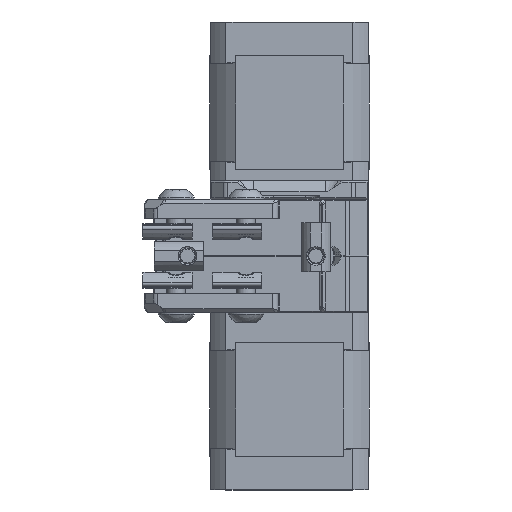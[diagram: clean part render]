
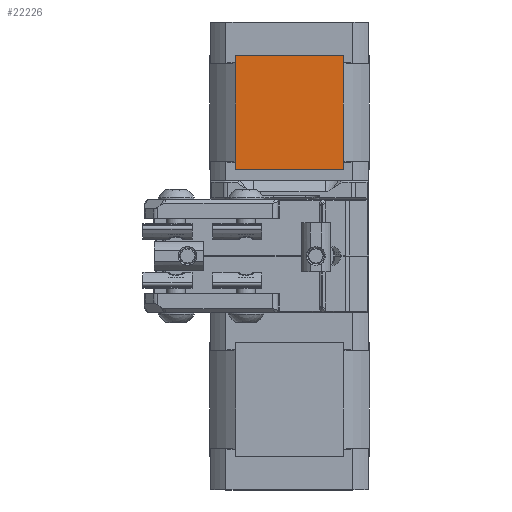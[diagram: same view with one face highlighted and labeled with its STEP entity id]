
A CAD part, left-side view. The second image highlights one B-rep face of the part: STEP entity #22226.
In plain terms, the highlighted face is planar.
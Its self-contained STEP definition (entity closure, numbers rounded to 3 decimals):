
#1264=PLANE('',#24658);
#3129=LINE('',#39760,#4901);
#3135=LINE('',#39790,#4907);
#3147=LINE('',#39828,#4919);
#3149=LINE('',#39833,#4921);
#3151=LINE('',#39839,#4923);
#3209=LINE('',#40045,#4981);
#3210=LINE('',#40050,#4982);
#3211=LINE('',#40054,#4983);
#3213=LINE('',#40062,#4985);
#3215=LINE('',#40066,#4987);
#3216=LINE('',#40068,#4988);
#3225=LINE('',#40099,#4997);
#4901=VECTOR('',#29892,5.724);
#4907=VECTOR('',#29916,30.2);
#4919=VECTOR('',#29956,0.1);
#4921=VECTOR('',#29960,5.724);
#4923=VECTOR('',#29966,0.1);
#4981=VECTOR('',#30164,30.2);
#4982=VECTOR('',#30171,17.012);
#4983=VECTOR('',#30176,0.1);
#4985=VECTOR('',#30182,0.1);
#4987=VECTOR('',#30188,5.724);
#4988=VECTOR('',#30191,5.724);
#4997=VECTOR('',#30226,17.012);
#6440=FACE_OUTER_BOUND('',#7792,.T.);
#7792=EDGE_LOOP('',(#19162,#19163,#19164,#19165,#19166,#19167,#19168,#19169,
#19170,#19171,#19172,#19173));
#10737=VERTEX_POINT('',#39757);
#10738=VERTEX_POINT('',#39759);
#10747=VERTEX_POINT('',#39789);
#10759=VERTEX_POINT('',#39826);
#10761=VERTEX_POINT('',#39832);
#10763=VERTEX_POINT('',#39838);
#10828=VERTEX_POINT('',#40042);
#10829=VERTEX_POINT('',#40044);
#10830=VERTEX_POINT('',#40048);
#10831=VERTEX_POINT('',#40052);
#10834=VERTEX_POINT('',#40059);
#10835=VERTEX_POINT('',#40061);
#13559=EDGE_CURVE('',#10737,#10738,#3129,.T.);
#13572=EDGE_CURVE('',#10738,#10747,#3135,.T.);
#13592=EDGE_CURVE('',#10737,#10759,#3147,.T.);
#13594=EDGE_CURVE('',#10747,#10761,#3149,.T.);
#13597=EDGE_CURVE('',#10763,#10761,#3151,.T.);
#13694=EDGE_CURVE('',#10829,#10828,#3209,.T.);
#13697=EDGE_CURVE('',#10759,#10830,#3210,.T.);
#13699=EDGE_CURVE('',#10830,#10831,#3211,.T.);
#13702=EDGE_CURVE('',#10835,#10834,#3213,.T.);
#13705=EDGE_CURVE('',#10828,#10835,#3215,.T.);
#13706=EDGE_CURVE('',#10831,#10829,#3216,.T.);
#13721=EDGE_CURVE('',#10834,#10763,#3225,.T.);
#19162=ORIENTED_EDGE('',*,*,#13697,.T.);
#19163=ORIENTED_EDGE('',*,*,#13699,.T.);
#19164=ORIENTED_EDGE('',*,*,#13706,.T.);
#19165=ORIENTED_EDGE('',*,*,#13694,.T.);
#19166=ORIENTED_EDGE('',*,*,#13705,.T.);
#19167=ORIENTED_EDGE('',*,*,#13702,.T.);
#19168=ORIENTED_EDGE('',*,*,#13721,.T.);
#19169=ORIENTED_EDGE('',*,*,#13597,.T.);
#19170=ORIENTED_EDGE('',*,*,#13594,.F.);
#19171=ORIENTED_EDGE('',*,*,#13572,.F.);
#19172=ORIENTED_EDGE('',*,*,#13559,.F.);
#19173=ORIENTED_EDGE('',*,*,#13592,.T.);
#22226=ADVANCED_FACE('',(#6440),#1264,.T.);
#24658=AXIS2_PLACEMENT_3D('',#40098,#30224,#30225);
#29892=DIRECTION('',(0.,1.,0.));
#29916=DIRECTION('',(0.,0.,-1.));
#29956=DIRECTION('',(0.,0.,1.));
#29960=DIRECTION('',(0.,-1.,0.));
#29966=DIRECTION('',(0.,0.,1.));
#30164=DIRECTION('',(0.,0.,-1.));
#30171=DIRECTION('',(0.,-1.,0.));
#30176=DIRECTION('',(0.,0.,-1.));
#30182=DIRECTION('',(0.,0.,-1.));
#30188=DIRECTION('',(0.,1.,0.));
#30191=DIRECTION('',(0.,-1.,0.));
#30224=DIRECTION('center_axis',(1.,0.,0.));
#30225=DIRECTION('ref_axis',(0.,0.,
-1.));
#30226=DIRECTION('',(0.,1.,0.));
#39757=CARTESIAN_POINT('',(21.1,8.506,10.66));
#39759=CARTESIAN_POINT('',(21.1,14.23,10.66));
#39760=CARTESIAN_POINT('',(21.1,8.506,10.66));
#39789=CARTESIAN_POINT('',(21.1,14.23,-19.54));
#39790=CARTESIAN_POINT('',(21.1,14.23,10.66));
#39826=CARTESIAN_POINT('',(21.1,8.506,10.76));
#39828=CARTESIAN_POINT('',(21.1,8.506,10.66));
#39832=CARTESIAN_POINT('',(21.1,8.506,-19.54));
#39833=CARTESIAN_POINT('',(21.1,14.23,-19.54));
#39838=CARTESIAN_POINT('',(21.1,8.506,-19.64));
#39839=CARTESIAN_POINT('',(21.1,8.506,-19.64));
#40042=CARTESIAN_POINT('',(21.1,-14.23,-19.54));
#40044=CARTESIAN_POINT('',(21.1,-14.23,10.66));
#40045=CARTESIAN_POINT('',(21.1,-14.23,10.66));
#40048=CARTESIAN_POINT('',(21.1,-8.506,10.76));
#40050=CARTESIAN_POINT('',(21.1,8.506,10.76));
#40052=CARTESIAN_POINT('',(21.1,-8.506,10.66));
#40054=CARTESIAN_POINT('',(21.1,-8.506,10.76));
#40059=CARTESIAN_POINT('',(21.1,-8.506,-19.64));
#40061=CARTESIAN_POINT('',(21.1,-8.506,-19.54));
#40062=CARTESIAN_POINT('',(21.1,-8.506,-19.54));
#40066=CARTESIAN_POINT('',(21.1,-14.23,-19.54));
#40068=CARTESIAN_POINT('',(21.1,-8.506,10.66));
#40098=CARTESIAN_POINT('Origin',(21.1,-14.231,10.761));
#40099=CARTESIAN_POINT('',(21.1,-8.506,-19.64));
